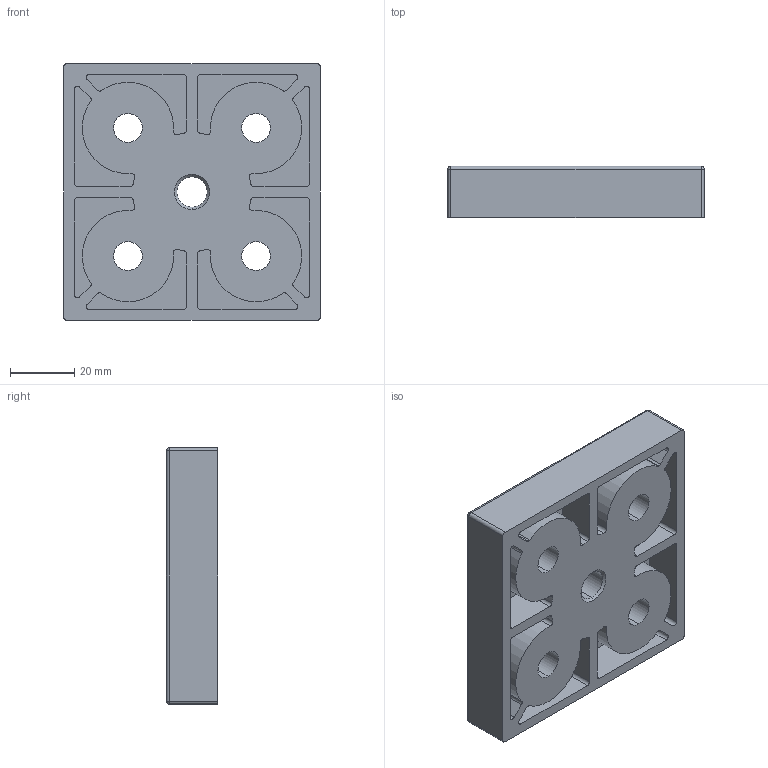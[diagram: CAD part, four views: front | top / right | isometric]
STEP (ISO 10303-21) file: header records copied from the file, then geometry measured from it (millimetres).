
FILE_DESCRIPTION (( 'STEP AP214' ), '1' );
FILE_NAME ('SNSD.30.53.02. Àäàïòåð 80õ80 äëÿ êðåïëåíèÿ îïîðû Ì12(Al)(E06).STEP', '2015-12-10T11:09:37', ( '' ), ( '' ), 'SwSTEP 2.0', 'SolidWorks 2014', '' );
FILE_SCHEMA (( 'AUTOMOTIVE_DESIGN' ));
Length unit declared in the file: millimetre
Products named in the file (2): SNSD.30.53.02. Àäàïòåð 80õ80 äëÿ êðåïëåíèÿ îïîðû Ì12(Al)(E06)
Bounding box: 80 x 16 x 80 mm (x, y, z)
Volume: 74071.9 mm3; surface area: 28894.5 mm2
Topology: 1 solids, 1 shells, 152 faces, 394 edges, 252 vertices
Faces by surface type: cylinder 94, plane 42, cone 12, sphere 4
Entity records: 4773 total; most frequent: DIRECTION 898, CARTESIAN_POINT 796, ORIENTED_EDGE 780, EDGE_CURVE 390, AXIS2_PLACEMENT_3D 354, VERTEX_POINT 252, CIRCLE 200, VECTOR 190
